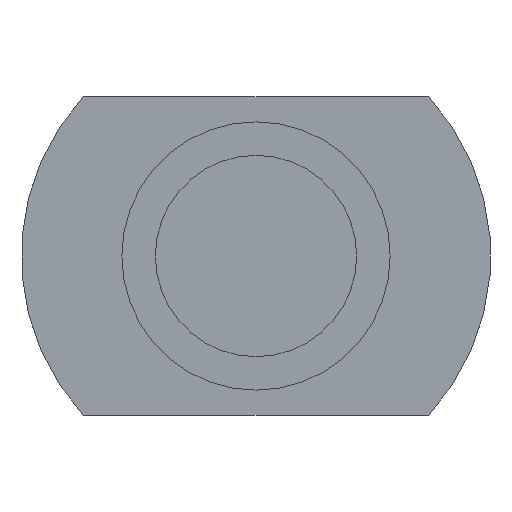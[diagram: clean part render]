
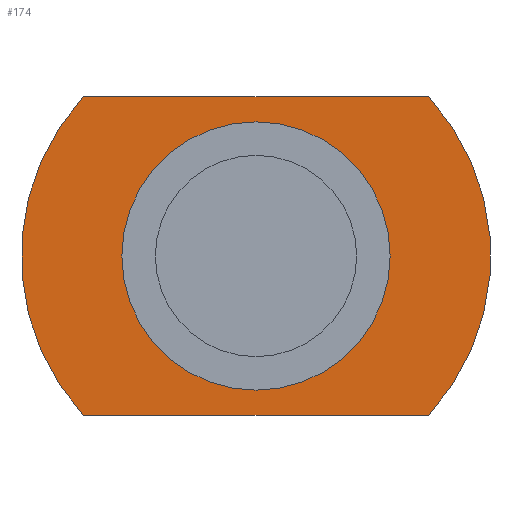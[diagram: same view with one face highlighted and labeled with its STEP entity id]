
A CAD part, front view. The second image highlights one B-rep face of the part: STEP entity #174.
In plain terms, the highlighted planar face has unit normal (0, -1, 0).
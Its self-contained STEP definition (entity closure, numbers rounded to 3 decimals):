
#43=CARTESIAN_POINT('',(-5.142,31.,-4.75));
#44=VERTEX_POINT('',#43);
#51=CARTESIAN_POINT('',(-5.142,31.,4.75));
#52=VERTEX_POINT('',#51);
#53=CARTESIAN_POINT('',(0.,31.,0.));
#54=DIRECTION('',(0.,-1.,0.));
#55=DIRECTION('',(0.,0.,-1.));
#56=AXIS2_PLACEMENT_3D('',#53,#54,#55);
#57=CIRCLE('',#56,7.);
#58=EDGE_CURVE('',#52,#44,#57,.T.);
#106=CARTESIAN_POINT('',(5.142,31.,-4.75));
#107=VERTEX_POINT('',#106);
#108=CARTESIAN_POINT('',(5.142,31.,4.75));
#109=VERTEX_POINT('',#108);
#110=CARTESIAN_POINT('',(0.,31.,0.));
#111=DIRECTION('',(0.,-1.,0.));
#112=DIRECTION('',(0.,0.,-1.));
#113=AXIS2_PLACEMENT_3D('',#110,#111,#112);
#114=CIRCLE('',#113,7.);
#115=EDGE_CURVE('',#107,#109,#114,.T.);
#133=CARTESIAN_POINT('',(7.,31.,0.));
#134=DIRECTION('',(0.,1.,0.));
#135=DIRECTION('',(0.,0.,1.));
#136=AXIS2_PLACEMENT_3D('',#133,#134,#135);
#137=PLANE('',#136);
#138=CARTESIAN_POINT('',(0.,31.,4.));
#139=VERTEX_POINT('',#138);
#140=CARTESIAN_POINT('',(-0.,31.,-4.));
#141=VERTEX_POINT('',#140);
#142=CARTESIAN_POINT('',(0.,31.,0.));
#143=DIRECTION('',(0.,-1.,0.));
#144=DIRECTION('',(0.,0.,-1.));
#145=AXIS2_PLACEMENT_3D('',#142,#143,#144);
#146=CIRCLE('',#145,4.);
#147=EDGE_CURVE('',#139,#141,#146,.T.);
#148=ORIENTED_EDGE('',*,*,#147,.F.);
#149=CARTESIAN_POINT('',(0.,31.,0.));
#150=DIRECTION('',(0.,-1.,0.));
#151=DIRECTION('',(0.,0.,-1.));
#152=AXIS2_PLACEMENT_3D('',#149,#150,#151);
#153=CIRCLE('',#152,4.);
#154=EDGE_CURVE('',#141,#139,#153,.T.);
#155=ORIENTED_EDGE('',*,*,#154,.F.);
#156=EDGE_LOOP('',(#148,#155));
#157=FACE_BOUND('',#156,.T.);
#158=ORIENTED_EDGE('',*,*,#58,.T.);
#159=CARTESIAN_POINT('',(-5.142,31.,-4.75));
#160=DIRECTION('',(1.,0.,-0.));
#161=VECTOR('',#160,10.283);
#162=LINE('',#159,#161);
#163=EDGE_CURVE('',#44,#107,#162,.T.);
#164=ORIENTED_EDGE('',*,*,#163,.T.);
#165=ORIENTED_EDGE('',*,*,#115,.T.);
#166=CARTESIAN_POINT('',(5.142,31.,4.75));
#167=DIRECTION('',(-1.,0.,0.));
#168=VECTOR('',#167,10.283);
#169=LINE('',#166,#168);
#170=EDGE_CURVE('',#109,#52,#169,.T.);
#171=ORIENTED_EDGE('',*,*,#170,.T.);
#172=EDGE_LOOP('',(#158,#164,#165,#171));
#173=FACE_BOUND('',#172,.T.);
#174=ADVANCED_FACE('',(#157,#173),#137,.F.);
